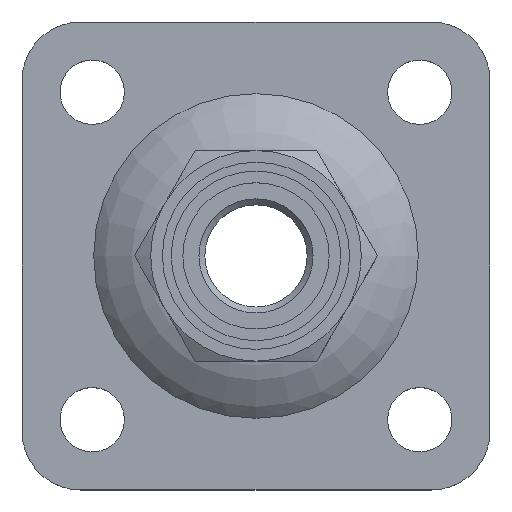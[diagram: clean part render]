
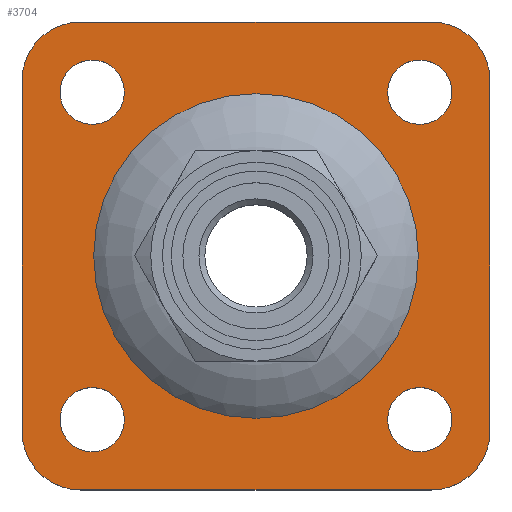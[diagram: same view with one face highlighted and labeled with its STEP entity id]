
A CAD part, top view. The second image highlights one B-rep face of the part: STEP entity #3704.
In plain terms, the highlighted planar face has unit normal (0, 0, 1).
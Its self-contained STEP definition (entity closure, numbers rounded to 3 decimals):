
#104 = CIRCLE ( 'NONE', #12108, 10. ) ;
#151 = DIRECTION ( 'NONE',  ( 0., 1., 0. ) ) ;
#451 = FACE_OUTER_BOUND ( 'NONE', #15648, .T. ) ;
#453 = CIRCLE ( 'NONE', #5884, 10. ) ;
#488 = DIRECTION ( 'NONE',  ( 0., 0., 1. ) ) ;
#768 = CARTESIAN_POINT ( 'NONE',  ( 0., 0., 5. ) ) ;
#870 = ORIENTED_EDGE ( 'NONE', *, *, #13495, .F. ) ;
#1124 = VERTEX_POINT ( 'NONE', #11333 ) ;
#1270 = VECTOR ( 'NONE', #15436, 1000. ) ;
#1362 = EDGE_CURVE ( 'NONE', #7326, #7326, #5209, .T. ) ;
#1560 = ORIENTED_EDGE ( 'NONE', *, *, #14779, .T. ) ;
#1691 = EDGE_CURVE ( 'NONE', #5005, #14104, #104, .T. ) ;
#1818 = CARTESIAN_POINT ( 'NONE',  ( -28., 28., 5. ) ) ;
#1906 = DIRECTION ( 'NONE',  ( 1., 0., 0. ) ) ;
#2098 = AXIS2_PLACEMENT_3D ( 'NONE', #3445, #13517, #12279 ) ;
#2294 = CARTESIAN_POINT ( 'NONE',  ( 33.5, 28., 5. ) ) ;
#2312 = VERTEX_POINT ( 'NONE', #14055 ) ;
#2535 = AXIS2_PLACEMENT_3D ( 'NONE', #768, #14353, #13280 ) ;
#2613 = CARTESIAN_POINT ( 'NONE',  ( 28., 28., 5. ) ) ;
#2642 = EDGE_LOOP ( 'NONE', ( #4104 ) ) ;
#2824 = AXIS2_PLACEMENT_3D ( 'NONE', #1818, #4445, #3077 ) ;
#2849 = DIRECTION ( 'NONE',  ( -1., 0., 0. ) ) ;
#2943 = CIRCLE ( 'NONE', #2098, 10. ) ;
#3077 = DIRECTION ( 'NONE',  ( 1., 0., 0. ) ) ;
#3445 = CARTESIAN_POINT ( 'NONE',  ( 30., -30., 5. ) ) ;
#3481 = DIRECTION ( 'NONE',  ( 0., 0., 1. ) ) ;
#3525 = DIRECTION ( 'NONE',  ( -1., 0., 0. ) ) ;
#3704 = ADVANCED_FACE ( 'NONE', ( #13792, #9678, #6351, #12623, #9275, #451 ), #15625, .F. ) ;
#3773 = DIRECTION ( 'NONE',  ( 0., 1., 0. ) ) ;
#3834 = LINE ( 'NONE', #4083, #5193 ) ;
#4083 = CARTESIAN_POINT ( 'NONE',  ( -40., 0., 5. ) ) ;
#4104 = ORIENTED_EDGE ( 'NONE', *, *, #1362, .F. ) ;
#4150 = CARTESIAN_POINT ( 'NONE',  ( 0., 27.75, 5. ) ) ;
#4293 = DIRECTION ( 'NONE',  ( 1., 0., 0. ) ) ;
#4329 = ORIENTED_EDGE ( 'NONE', *, *, #15349, .T. ) ;
#4445 = DIRECTION ( 'NONE',  ( 0., 0., 1. ) ) ;
#4545 = EDGE_LOOP ( 'NONE', ( #870 ) ) ;
#4635 = DIRECTION ( 'NONE',  ( 1., 0., 0. ) ) ;
#4798 = CARTESIAN_POINT ( 'NONE',  ( 30., 30., 5. ) ) ;
#4935 = LINE ( 'NONE', #7825, #7880 ) ;
#5005 = VERTEX_POINT ( 'NONE', #14248 ) ;
#5050 = EDGE_LOOP ( 'NONE', ( #12017 ) ) ;
#5107 = ORIENTED_EDGE ( 'NONE', *, *, #9915, .T. ) ;
#5129 = CIRCLE ( 'NONE', #2824, 5.5 ) ;
#5193 = VECTOR ( 'NONE', #151, 1000. ) ;
#5209 = CIRCLE ( 'NONE', #2535, 27.75 ) ;
#5472 = DIRECTION ( 'NONE',  ( -1., 0., 0. ) ) ;
#5684 = DIRECTION ( 'NONE',  ( 0., 0., 1. ) ) ;
#5692 = CARTESIAN_POINT ( 'NONE',  ( -40., -30., 5. ) ) ;
#5884 = AXIS2_PLACEMENT_3D ( 'NONE', #4798, #9620, #3525 ) ;
#5936 = EDGE_LOOP ( 'NONE', ( #15280 ) ) ;
#6145 = VERTEX_POINT ( 'NONE', #16141 ) ;
#6351 = FACE_BOUND ( 'NONE', #4545, .T. ) ;
#6625 = CARTESIAN_POINT ( 'NONE',  ( 30., -40., 5. ) ) ;
#6700 = VERTEX_POINT ( 'NONE', #15416 ) ;
#6728 = DIRECTION ( 'NONE',  ( 1., 0., 0. ) ) ;
#6899 = VERTEX_POINT ( 'NONE', #11134 ) ;
#6938 = EDGE_CURVE ( 'NONE', #6145, #6145, #14795, .T. ) ;
#6953 = CARTESIAN_POINT ( 'NONE',  ( -28., -28., 5. ) ) ;
#7107 = ORIENTED_EDGE ( 'NONE', *, *, #13221, .T. ) ;
#7156 = AXIS2_PLACEMENT_3D ( 'NONE', #2613, #11398, #6728 ) ;
#7171 = DIRECTION ( 'NONE',  ( 0., 0., 1. ) ) ;
#7205 = CARTESIAN_POINT ( 'NONE',  ( -40., 30., 5. ) ) ;
#7240 = CARTESIAN_POINT ( 'NONE',  ( 27.75, 0., 5. ) ) ;
#7326 = VERTEX_POINT ( 'NONE', #7240 ) ;
#7618 = DIRECTION ( 'NONE',  ( -1., 0., 0. ) ) ;
#7825 = CARTESIAN_POINT ( 'NONE',  ( 0., 40., 5. ) ) ;
#7880 = VECTOR ( 'NONE', #4293, 1000. ) ;
#8654 = CIRCLE ( 'NONE', #7156, 5.5 ) ;
#8915 = VECTOR ( 'NONE', #3773, 1000. ) ;
#9018 = ORIENTED_EDGE ( 'NONE', *, *, #12092, .F. ) ;
#9245 = VERTEX_POINT ( 'NONE', #5692 ) ;
#9275 = FACE_BOUND ( 'NONE', #2642, .T. ) ;
#9345 = AXIS2_PLACEMENT_3D ( 'NONE', #10993, #3481, #7618 ) ;
#9620 = DIRECTION ( 'NONE',  ( 0., 0., 1. ) ) ;
#9678 = FACE_BOUND ( 'NONE', #5050, .T. ) ;
#9869 = CARTESIAN_POINT ( 'NONE',  ( -22.5, -28., 5. ) ) ;
#9905 = LINE ( 'NONE', #11311, #8915 ) ;
#9915 = EDGE_CURVE ( 'NONE', #1124, #10769, #13610, .T. ) ;
#9961 = ORIENTED_EDGE ( 'NONE', *, *, #1691, .T. ) ;
#9993 = CARTESIAN_POINT ( 'NONE',  ( 40., 30., 5. ) ) ;
#10769 = VERTEX_POINT ( 'NONE', #6625 ) ;
#10851 = CIRCLE ( 'NONE', #12264, 5.5 ) ;
#10878 = EDGE_CURVE ( 'NONE', #15566, #15566, #10851, .T. ) ;
#10993 = CARTESIAN_POINT ( 'NONE',  ( -30., -30., 5. ) ) ;
#11134 = CARTESIAN_POINT ( 'NONE',  ( -22.5, 28., 5. ) ) ;
#11311 = CARTESIAN_POINT ( 'NONE',  ( 40., 0., 5. ) ) ;
#11333 = CARTESIAN_POINT ( 'NONE',  ( -30., -40., 5. ) ) ;
#11398 = DIRECTION ( 'NONE',  ( 0., 0., 1. ) ) ;
#11578 = ORIENTED_EDGE ( 'NONE', *, *, #6938, .F. ) ;
#12017 = ORIENTED_EDGE ( 'NONE', *, *, #12632, .F. ) ;
#12092 = EDGE_CURVE ( 'NONE', #5005, #2312, #4935, .T. ) ;
#12108 = AXIS2_PLACEMENT_3D ( 'NONE', #13047, #488, #2849 ) ;
#12264 = AXIS2_PLACEMENT_3D ( 'NONE', #6953, #7171, #4635 ) ;
#12279 = DIRECTION ( 'NONE',  ( -1., 0., 0. ) ) ;
#12462 = CIRCLE ( 'NONE', #9345, 10. ) ;
#12521 = VERTEX_POINT ( 'NONE', #9993 ) ;
#12623 = FACE_BOUND ( 'NONE', #14963, .T. ) ;
#12632 = EDGE_CURVE ( 'NONE', #6899, #6899, #5129, .T. ) ;
#12841 = AXIS2_PLACEMENT_3D ( 'NONE', #4150, #15568, #5472 ) ;
#13047 = CARTESIAN_POINT ( 'NONE',  ( -30., 30., 5. ) ) ;
#13173 = VERTEX_POINT ( 'NONE', #2294 ) ;
#13221 = EDGE_CURVE ( 'NONE', #10769, #6700, #2943, .T. ) ;
#13263 = CARTESIAN_POINT ( 'NONE',  ( 28., -28., 5. ) ) ;
#13280 = DIRECTION ( 'NONE',  ( 1., 0., 0. ) ) ;
#13476 = ORIENTED_EDGE ( 'NONE', *, *, #14738, .T. ) ;
#13495 = EDGE_CURVE ( 'NONE', #13173, #13173, #8654, .T. ) ;
#13517 = DIRECTION ( 'NONE',  ( 0., 0., 1. ) ) ;
#13610 = LINE ( 'NONE', #14305, #1270 ) ;
#13792 = FACE_BOUND ( 'NONE', #5936, .T. ) ;
#13865 = EDGE_CURVE ( 'NONE', #9245, #14104, #3834, .T. ) ;
#14055 = CARTESIAN_POINT ( 'NONE',  ( 30., 40., 5. ) ) ;
#14067 = AXIS2_PLACEMENT_3D ( 'NONE', #13263, #5684, #1906 ) ;
#14104 = VERTEX_POINT ( 'NONE', #7205 ) ;
#14248 = CARTESIAN_POINT ( 'NONE',  ( -30., 40., 5. ) ) ;
#14305 = CARTESIAN_POINT ( 'NONE',  ( 0., -40., 5. ) ) ;
#14353 = DIRECTION ( 'NONE',  ( 0., 0., 1. ) ) ;
#14738 = EDGE_CURVE ( 'NONE', #6700, #12521, #9905, .T. ) ;
#14779 = EDGE_CURVE ( 'NONE', #9245, #1124, #12462, .T. ) ;
#14795 = CIRCLE ( 'NONE', #14067, 5.5 ) ;
#14963 = EDGE_LOOP ( 'NONE', ( #11578 ) ) ;
#15280 = ORIENTED_EDGE ( 'NONE', *, *, #10878, .F. ) ;
#15349 = EDGE_CURVE ( 'NONE', #12521, #2312, #453, .T. ) ;
#15416 = CARTESIAN_POINT ( 'NONE',  ( 40., -30., 5. ) ) ;
#15436 = DIRECTION ( 'NONE',  ( 1., 0., 0. ) ) ;
#15566 = VERTEX_POINT ( 'NONE', #9869 ) ;
#15568 = DIRECTION ( 'NONE',  ( 0., 0., -1. ) ) ;
#15625 = PLANE ( 'NONE',  #12841 ) ;
#15648 = EDGE_LOOP ( 'NONE', ( #13476, #4329, #9018, #9961, #15953, #1560, #5107, #7107 ) ) ;
#15953 = ORIENTED_EDGE ( 'NONE', *, *, #13865, .F. ) ;
#16141 = CARTESIAN_POINT ( 'NONE',  ( 33.5, -28., 5. ) ) ;
